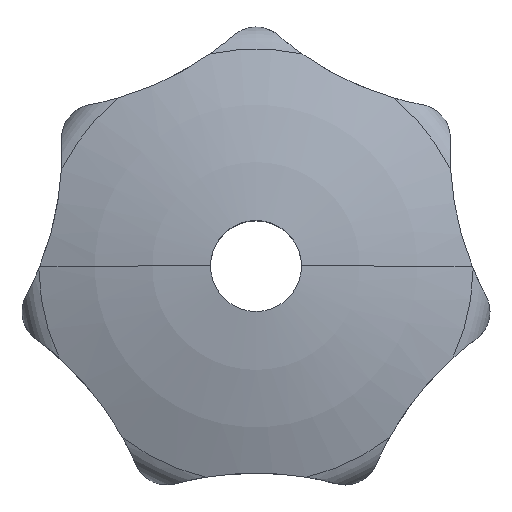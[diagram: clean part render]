
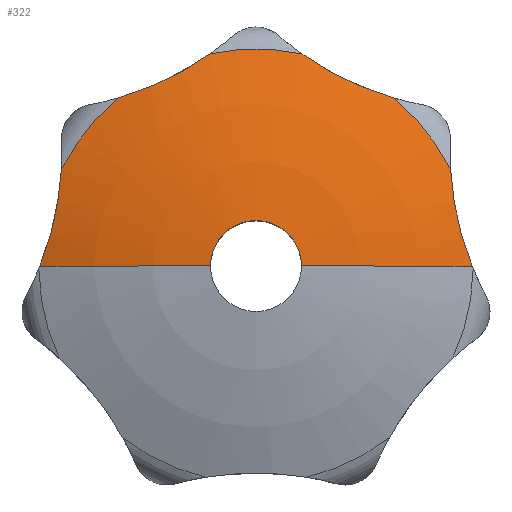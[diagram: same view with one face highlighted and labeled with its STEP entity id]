
A CAD part, top view. The second image highlights one B-rep face of the part: STEP entity #322.
In plain terms, the highlighted spherical face has radius 80 mm.
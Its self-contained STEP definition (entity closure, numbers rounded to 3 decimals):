
#260=EDGE_CURVE('',#396,#420,#740,.T.);
#290=VERTEX_POINT('',#772);
#300=EDGE_CURVE('',#420,#670,#782,.T.);
#322=ADVANCED_FACE('',(#804),#805,.T.);
#328=VERTEX_POINT('',#811);
#330=VERTEX_POINT('',#813);
#332=EDGE_CURVE('',#328,#290,#815,.T.);
#388=EDGE_CURVE('',#624,#474,#877,.T.);
#396=VERTEX_POINT('',#885);
#412=VERTEX_POINT('',#902);
#416=VERTEX_POINT('',#906);
#420=VERTEX_POINT('',#911);
#422=EDGE_CURVE('',#290,#412,#913,.T.);
#448=EDGE_CURVE('',#474,#396,#944,.T.);
#474=VERTEX_POINT('',#972);
#564=EDGE_CURVE('',#670,#328,#1071,.T.);
#624=VERTEX_POINT('',#1136);
#670=VERTEX_POINT('',#1188);
#698=EDGE_CURVE('',#330,#416,#1216,.T.);
#708=EDGE_CURVE('',#416,#624,#1229,.T.);
#714=EDGE_CURVE('',#412,#330,#1236,.T.);
#740=CIRCLE('',#1262,28.609);
#772=CARTESIAN_POINT('',(-18.089,22.165,34.71));
#782=B_SPLINE_CURVE_WITH_KNOTS('',3,(#1349,#1350,#1351,#1352,#1353,#1354,#1355,#1356,#1357,#1358,#1359,#1360,#1361,#1362),.UNSPECIFIED.,.F.,.F.,(4,2,2,2,2,2,4),(58.104,58.509,61.589,64.669,67.75,70.83,71.234),.UNSPECIFIED.);
#804=FACE_OUTER_BOUND('',#1430,.T.);
#805=SPHERICAL_SURFACE('',#1431,80.);
#811=CARTESIAN_POINT('',(-6.051,27.962,34.71));
#813=CARTESIAN_POINT('',(-28.475,0.,34.761));
#815=B_SPLINE_CURVE_WITH_KNOTS('',3,(#1450,#1451,#1452,#1453,#1454,#1455,#1456,#1457,#1458,#1459,#1460,#1461,#1462,#1463),.UNSPECIFIED.,.F.,.F.,(4,2,2,2,2,2,4),(58.104,58.509,61.589,64.669,67.75,70.83,71.234),.UNSPECIFIED.);
#877=CIRCLE('',#1598,80.);
#885=CARTESIAN_POINT('',(25.634,12.703,34.71));
#902=CARTESIAN_POINT('',(-25.634,12.703,34.71));
#906=CARTESIAN_POINT('',(-6.0,0.,39.775));
#911=CARTESIAN_POINT('',(18.089,22.165,34.71));
#913=CIRCLE('',#1663,28.609);
#944=B_SPLINE_CURVE_WITH_KNOTS('',3,(#1708,#1709,#1710,#1711,#1712,#1713,#1714,#1715,#1716,#1717,#1718,#1719,#1720,#1721),.UNSPECIFIED.,.F.,.F.,(4,2,2,2,2,2,4),(58.104,58.509,61.589,64.669,67.75,70.83,71.234),.UNSPECIFIED.);
#972=CARTESIAN_POINT('',(28.475,0.,34.761));
#1071=CIRCLE('',#2032,28.609);
#1136=CARTESIAN_POINT('',(6.0,0.,39.775));
#1188=CARTESIAN_POINT('',(6.051,27.962,34.71));
#1216=CIRCLE('',#2362,80.);
#1229=CIRCLE('',#2377,6.0);
#1236=B_SPLINE_CURVE_WITH_KNOTS('',3,(#2403,#2404,#2405,#2406,#2407,#2408,#2409,#2410,#2411,#2412,#2413,#2414,#2415,#2416),.UNSPECIFIED.,.F.,.F.,(4,2,2,2,2,2,4),(58.104,58.509,61.589,64.669,67.75,70.83,71.234),.UNSPECIFIED.);
#1262=AXIS2_PLACEMENT_3D('',#2431,#2432,#2433);
#1349=CARTESIAN_POINT('',(18.089,22.165,34.71));
#1350=CARTESIAN_POINT('',(17.955,22.203,34.73));
#1351=CARTESIAN_POINT('',(17.821,22.243,34.751));
#1352=CARTESIAN_POINT('',(16.67,22.588,34.92));
#1353=CARTESIAN_POINT('',(15.667,22.934,35.031));
#1354=CARTESIAN_POINT('',(13.708,23.695,35.178));
#1355=CARTESIAN_POINT('',(12.751,24.112,35.214));
#1356=CARTESIAN_POINT('',(10.901,25.003,35.214));
#1357=CARTESIAN_POINT('',(9.979,25.491,35.178));
#1358=CARTESIAN_POINT('',(8.162,26.548,35.031));
#1359=CARTESIAN_POINT('',(7.267,27.117,34.92));
#1360=CARTESIAN_POINT('',(6.279,27.801,34.751));
#1361=CARTESIAN_POINT('',(6.165,27.881,34.73));
#1362=CARTESIAN_POINT('',(6.051,27.962,34.71));
#1430=EDGE_LOOP('',(#2468,#2469,#2470,#2471,#2472,#2473,#2474,#2475,#2476,#2477));
#1431=AXIS2_PLACEMENT_3D('',#2478,#2479,#2480);
#1450=CARTESIAN_POINT('',(-6.051,27.962,34.71));
#1451=CARTESIAN_POINT('',(-6.165,27.881,34.73));
#1452=CARTESIAN_POINT('',(-6.279,27.801,34.751));
#1453=CARTESIAN_POINT('',(-7.267,27.117,34.92));
#1454=CARTESIAN_POINT('',(-8.162,26.548,35.031));
#1455=CARTESIAN_POINT('',(-9.979,25.491,35.178));
#1456=CARTESIAN_POINT('',(-10.901,25.003,35.214));
#1457=CARTESIAN_POINT('',(-12.751,24.112,35.214));
#1458=CARTESIAN_POINT('',(-13.708,23.695,35.178));
#1459=CARTESIAN_POINT('',(-15.667,22.934,35.031));
#1460=CARTESIAN_POINT('',(-16.67,22.588,34.92));
#1461=CARTESIAN_POINT('',(-17.821,22.243,34.751));
#1462=CARTESIAN_POINT('',(-17.955,22.203,34.73));
#1463=CARTESIAN_POINT('',(-18.089,22.165,34.71));
#1598=AXIS2_PLACEMENT_3D('',#2550,#2551,#2552);
#1663=AXIS2_PLACEMENT_3D('',#2581,#2582,#2583);
#1708=CARTESIAN_POINT('',(28.607,-0.323,34.71));
#1709=CARTESIAN_POINT('',(28.554,-0.194,34.73));
#1710=CARTESIAN_POINT('',(28.501,-0.065,34.751));
#1711=CARTESIAN_POINT('',(28.054,1.05,34.92));
#1712=CARTESIAN_POINT('',(27.698,2.05,35.031));
#1713=CARTESIAN_POINT('',(27.072,4.057,35.178));
#1714=CARTESIAN_POINT('',(26.802,5.064,35.214));
#1715=CARTESIAN_POINT('',(26.345,7.066,35.214));
#1716=CARTESIAN_POINT('',(26.151,8.091,35.178));
#1717=CARTESIAN_POINT('',(25.845,10.171,35.031));
#1718=CARTESIAN_POINT('',(25.731,11.226,34.92));
#1719=CARTESIAN_POINT('',(25.651,12.425,34.751));
#1720=CARTESIAN_POINT('',(25.642,12.564,34.73));
#1721=CARTESIAN_POINT('',(25.634,12.703,34.71));
#2032=AXIS2_PLACEMENT_3D('',#2754,#2755,#2756);
#2362=AXIS2_PLACEMENT_3D('',#2884,#2885,#2886);
#2377=AXIS2_PLACEMENT_3D('',#2917,#2918,#2919);
#2403=CARTESIAN_POINT('',(-25.634,12.703,34.71));
#2404=CARTESIAN_POINT('',(-25.642,12.564,34.73));
#2405=CARTESIAN_POINT('',(-25.651,12.425,34.751));
#2406=CARTESIAN_POINT('',(-25.731,11.226,34.92));
#2407=CARTESIAN_POINT('',(-25.845,10.171,35.031));
#2408=CARTESIAN_POINT('',(-26.151,8.091,35.178));
#2409=CARTESIAN_POINT('',(-26.345,7.066,35.214));
#2410=CARTESIAN_POINT('',(-26.802,5.064,35.214));
#2411=CARTESIAN_POINT('',(-27.072,4.057,35.178));
#2412=CARTESIAN_POINT('',(-27.698,2.05,35.031));
#2413=CARTESIAN_POINT('',(-28.054,1.05,34.92));
#2414=CARTESIAN_POINT('',(-28.501,-0.065,34.751));
#2415=CARTESIAN_POINT('',(-28.554,-0.194,34.73));
#2416=CARTESIAN_POINT('',(-28.607,-0.323,34.71));
#2431=CARTESIAN_POINT('',(0.,0.,34.71));
#2432=DIRECTION('',(0.,0.,1.0));
#2433=DIRECTION('',(1.0,0.,0.));
#2468=ORIENTED_EDGE('',*,*,#388,.T.);
#2469=ORIENTED_EDGE('',*,*,#448,.T.);
#2470=ORIENTED_EDGE('',*,*,#260,.T.);
#2471=ORIENTED_EDGE('',*,*,#300,.T.);
#2472=ORIENTED_EDGE('',*,*,#564,.T.);
#2473=ORIENTED_EDGE('',*,*,#332,.T.);
#2474=ORIENTED_EDGE('',*,*,#422,.T.);
#2475=ORIENTED_EDGE('',*,*,#714,.T.);
#2476=ORIENTED_EDGE('',*,*,#698,.T.);
#2477=ORIENTED_EDGE('',*,*,#708,.T.);
#2478=CARTESIAN_POINT('',(0.,0.,-40.));
#2479=DIRECTION('',(0.,0.,1.0));
#2480=DIRECTION('',(-1.0,0.,0.0));
#2550=CARTESIAN_POINT('',(0.,0.,-40.));
#2551=DIRECTION('',(0.,1.0,0.));
#2552=DIRECTION('',(0.0,0.,-1.0));
#2581=CARTESIAN_POINT('',(0.,0.,34.71));
#2582=DIRECTION('',(0.,0.,1.0));
#2583=DIRECTION('',(1.0,0.,0.));
#2754=CARTESIAN_POINT('',(0.,0.,34.71));
#2755=DIRECTION('',(0.,0.,1.0));
#2756=DIRECTION('',(1.0,0.,0.));
#2884=CARTESIAN_POINT('',(0.,0.,-40.));
#2885=DIRECTION('',(0.,1.0,0.));
#2886=DIRECTION('',(0.0,0.,-1.0));
#2917=CARTESIAN_POINT('',(0.0,0.,39.775));
#2918=DIRECTION('',(0.0,0.,-1.0));
#2919=DIRECTION('',(1.0,0.0,0.0));
